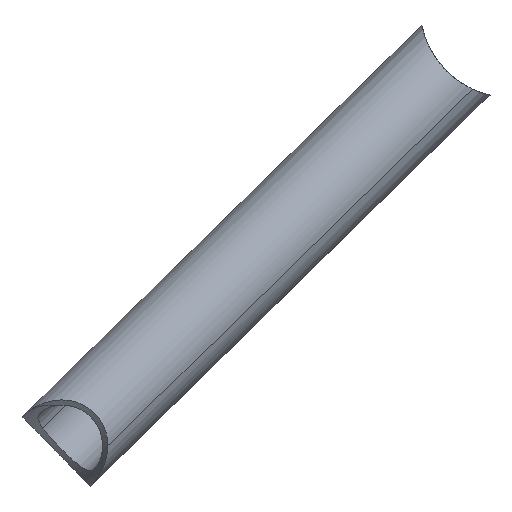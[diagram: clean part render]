
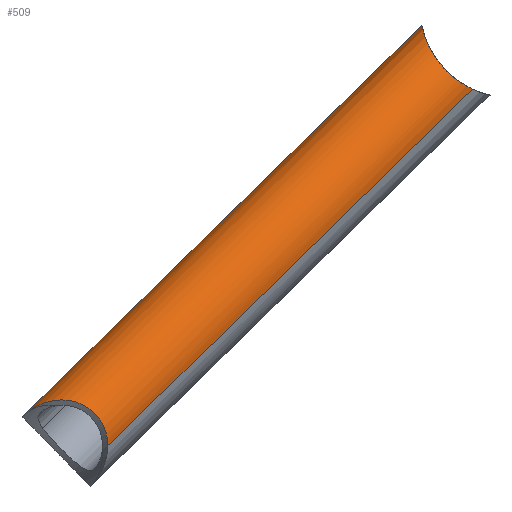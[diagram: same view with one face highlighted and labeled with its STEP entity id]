
A CAD part, front view. The second image highlights one B-rep face of the part: STEP entity #509.
In plain terms, the highlighted cylindrical face has radius 7.5 mm (diameter 15 mm), a partial arc.
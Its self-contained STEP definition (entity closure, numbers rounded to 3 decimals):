
#161=CARTESIAN_POINT('Vertex',(-2180.128,0.,216.99)) ;
#165=CARTESIAN_POINT('Control Point',(-2180.128,0.,216.99)) ;
#166=CARTESIAN_POINT('Control Point',(-2180.128,0.317,216.99)) ;
#167=CARTESIAN_POINT('Control Point',(-2180.125,0.634,216.988)) ;
#168=CARTESIAN_POINT('Control Point',(-2180.121,0.89,216.984)) ;
#169=CARTESIAN_POINT('Control Point',(-2180.113,1.341,216.975)) ;
#170=CARTESIAN_POINT('Control Point',(-2180.1,1.792,216.961)) ;
#171=CARTESIAN_POINT('Control Point',(-2180.092,2.048,216.953)) ;
#172=CARTESIAN_POINT('Control Point',(-2180.056,2.9,216.917)) ;
#173=CARTESIAN_POINT('Control Point',(-2180.004,3.75,216.863)) ;
#174=CARTESIAN_POINT('Control Point',(-2179.965,4.284,216.823)) ;
#175=CARTESIAN_POINT('Control Point',(-2179.815,5.996,216.67)) ;
#176=CARTESIAN_POINT('Control Point',(-2179.59,7.692,216.441)) ;
#177=CARTESIAN_POINT('Control Point',(-2179.398,8.842,216.244)) ;
#178=CARTESIAN_POINT('Control Point',(-2179.087,10.347,215.926)) ;
#179=CARTESIAN_POINT('Control Point',(-2178.679,11.8,215.509)) ;
#180=CARTESIAN_POINT('Control Point',(-2178.574,12.147,215.402)) ;
#181=CARTESIAN_POINT('Control Point',(-2178.464,12.49,215.289)) ;
#182=CARTESIAN_POINT('Control Point',(-2178.346,12.827,215.168)) ;
#183=CARTESIAN_POINT('Vertex',(-2178.346,12.827,215.168)) ;
#273=CARTESIAN_POINT('Vertex',(-2166.938,0.,212.475)) ;
#293=CARTESIAN_POINT('Control Point',(-2180.128,0.,216.99)) ;
#294=CARTESIAN_POINT('Control Point',(-2180.016,0.,217.1)) ;
#295=CARTESIAN_POINT('Control Point',(-2179.901,0.,217.207)) ;
#296=CARTESIAN_POINT('Control Point',(-2179.808,0.,217.29)) ;
#297=CARTESIAN_POINT('Control Point',(-2179.645,0.,217.433)) ;
#298=CARTESIAN_POINT('Control Point',(-2179.477,0.,217.571)) ;
#299=CARTESIAN_POINT('Control Point',(-2179.38,0.,217.649)) ;
#300=CARTESIAN_POINT('Control Point',(-2178.255,0.,218.513)) ;
#301=CARTESIAN_POINT('Control Point',(-2176.968,0.,219.156)) ;
#302=CARTESIAN_POINT('Control Point',(-2175.726,0.,219.525)) ;
#303=CARTESIAN_POINT('Control Point',(-2173.462,0.,219.74)) ;
#304=CARTESIAN_POINT('Control Point',(-2171.288,0.,219.146)) ;
#305=CARTESIAN_POINT('Control Point',(-2170.396,0.,218.73)) ;
#306=CARTESIAN_POINT('Control Point',(-2168.683,0.,217.512)) ;
#307=CARTESIAN_POINT('Control Point',(-2167.538,0.,215.739)) ;
#308=CARTESIAN_POINT('Control Point',(-2167.133,0.,214.681)) ;
#309=CARTESIAN_POINT('Control Point',(-2166.938,0.,213.578)) ;
#310=CARTESIAN_POINT('Control Point',(-2166.938,0.,212.475)) ;
#346=CARTESIAN_POINT('Line Origine',(-2132.861,97.526,245.815)) ;
#350=CARTESIAN_POINT('Vertex',(-2110.898,160.384,267.303)) ;
#353=CARTESIAN_POINT('Line Origine',(-2147.022,102.474,245.815)) ;
#357=CARTESIAN_POINT('Vertex',(-2117.823,186.038,274.381)) ;
#450=CARTESIAN_POINT('Axis2P3D Location',(-2139.942,100.,245.815)) ;
#456=CARTESIAN_POINT('Control Point',(-2110.898,160.384,267.303)) ;
#457=CARTESIAN_POINT('Control Point',(-2111.114,159.766,267.403)) ;
#458=CARTESIAN_POINT('Control Point',(-2111.343,159.154,267.515)) ;
#459=CARTESIAN_POINT('Control Point',(-2111.586,158.553,267.641)) ;
#460=CARTESIAN_POINT('Control Point',(-2112.023,157.562,267.881)) ;
#461=CARTESIAN_POINT('Control Point',(-2112.522,156.622,268.189)) ;
#462=CARTESIAN_POINT('Control Point',(-2112.733,156.256,268.325)) ;
#463=CARTESIAN_POINT('Control Point',(-2113.119,155.654,268.587)) ;
#464=CARTESIAN_POINT('Control Point',(-2113.554,155.123,268.914)) ;
#465=CARTESIAN_POINT('Control Point',(-2113.745,154.918,269.063)) ;
#466=CARTESIAN_POINT('Control Point',(-2114.07,154.625,269.329)) ;
#467=CARTESIAN_POINT('Control Point',(-2114.419,154.422,269.64)) ;
#468=CARTESIAN_POINT('Control Point',(-2114.556,154.36,269.766)) ;
#469=CARTESIAN_POINT('Control Point',(-2114.847,154.271,270.043)) ;
#470=CARTESIAN_POINT('Control Point',(-2115.134,154.274,270.337)) ;
#471=CARTESIAN_POINT('Control Point',(-2115.281,154.302,270.494)) ;
#472=CARTESIAN_POINT('Control Point',(-2115.604,154.425,270.852)) ;
#473=CARTESIAN_POINT('Control Point',(-2115.888,154.655,271.194)) ;
#474=CARTESIAN_POINT('Control Point',(-2116.034,154.813,271.379)) ;
#475=CARTESIAN_POINT('Control Point',(-2116.353,155.229,271.799)) ;
#476=CARTESIAN_POINT('Control Point',(-2116.612,155.726,272.173)) ;
#477=CARTESIAN_POINT('Control Point',(-2116.746,156.029,272.377)) ;
#478=CARTESIAN_POINT('Control Point',(-2117.051,156.82,272.861)) ;
#479=CARTESIAN_POINT('Control Point',(-2117.289,157.666,273.285)) ;
#480=CARTESIAN_POINT('Control Point',(-2117.415,158.184,273.522)) ;
#481=CARTESIAN_POINT('Control Point',(-2117.604,159.07,273.897)) ;
#482=CARTESIAN_POINT('Control Point',(-2117.761,159.975,274.238)) ;
#483=CARTESIAN_POINT('Control Point',(-2117.819,160.343,274.37)) ;
#484=CARTESIAN_POINT('Control Point',(-2118.02,161.699,274.838)) ;
#485=CARTESIAN_POINT('Control Point',(-2118.173,163.081,275.245)) ;
#486=CARTESIAN_POINT('Control Point',(-2118.266,164.095,275.515)) ;
#487=CARTESIAN_POINT('Control Point',(-2118.492,167.035,276.221)) ;
#488=CARTESIAN_POINT('Control Point',(-2118.615,170.026,276.722)) ;
#489=CARTESIAN_POINT('Control Point',(-2118.667,171.99,276.961)) ;
#490=CARTESIAN_POINT('Control Point',(-2118.707,174.669,277.151)) ;
#491=CARTESIAN_POINT('Control Point',(-2118.69,177.346,277.07)) ;
#492=CARTESIAN_POINT('Control Point',(-2118.681,178.044,277.028)) ;
#493=CARTESIAN_POINT('Control Point',(-2118.651,179.529,276.889)) ;
#494=CARTESIAN_POINT('Control Point',(-2118.588,180.997,276.625)) ;
#495=CARTESIAN_POINT('Control Point',(-2118.543,181.769,276.445)) ;
#496=CARTESIAN_POINT('Control Point',(-2118.432,183.15,276.029)) ;
#497=CARTESIAN_POINT('Control Point',(-2118.239,184.451,275.433)) ;
#498=CARTESIAN_POINT('Control Point',(-2118.131,185.016,275.124)) ;
#499=CARTESIAN_POINT('Control Point',(-2117.994,185.549,274.772)) ;
#500=CARTESIAN_POINT('Control Point',(-2117.823,186.038,274.381)) ;
#347=DIRECTION('Vector Direction',(-0.314,-0.898,-0.307)) ;
#354=DIRECTION('Vector Direction',(-0.314,-0.898,-0.307)) ;
#451=DIRECTION('Axis2P3D Direction',(-0.314,-0.898,-0.307)) ;
#452=DIRECTION('Axis2P3D XDirection',(0.944,-0.33,0.)) ;
#453=AXIS2_PLACEMENT_3D('Cylinder Axis2P3D',#450,#451,#452) ;
#503=ORIENTED_EDGE('',*,*,#359,.T.) ;
#504=ORIENTED_EDGE('',*,*,#185,.F.) ;
#505=ORIENTED_EDGE('',*,*,#311,.T.) ;
#506=ORIENTED_EDGE('',*,*,#352,.F.) ;
#507=ORIENTED_EDGE('',*,*,#501,.T.) ;
#348=VECTOR('Line Direction',#347,1.) ;
#355=VECTOR('Line Direction',#354,1.) ;
#509=ADVANCED_FACE('Corps principal',(#508),#454,.T.) ;
#164=B_SPLINE_CURVE_WITH_KNOTS('',5,(#165,#166,#167,#168,#169,#170,#171,#172,#173,#174,#175,#176,#177,#178,#179,#180,#181,#182),.UNSPECIFIED.,.F.,.U.,(6,3,3,3,3,6),(0.,2.241,4.482,8.276,16.679,19.346),.UNSPECIFIED.) ;
#292=B_SPLINE_CURVE_WITH_KNOTS('',5,(#293,#294,#295,#296,#297,#298,#299,#300,#301,#302,#303,#304,#305,#306,#307,#308,#309,#310),.UNSPECIFIED.,.F.,.U.,(6,3,3,3,3,6),(0.,1.111,2.221,11.139,17.963,25.764),.UNSPECIFIED.) ;
#455=B_SPLINE_CURVE_WITH_KNOTS('',5,(#456,#457,#458,#459,#460,#461,#462,#463,#464,#465,#466,#467,#468,#469,#470,#471,#472,#473,#474,#475,#476,#477,#478,#479,#480,#481,#482,#483,#484,#485,#486,#487,#488,#489,#490,#491,#492,#493,#494,#495,#496,#497,#498,#499,#500),.UNSPECIFIED.,.F.,.U.,(6,3,3,3,3,3,3,3,3,3,3,3,3,3,6),(0.,4.686,7.828,10.051,11.425,12.941,14.928,17.681,21.817,24.611,32.053,46.045,50.987,56.586,61.178),.UNSPECIFIED.) ;
#454=CYLINDRICAL_SURFACE('generated cylinder',#453,7.5) ;
#185=EDGE_CURVE('',#162,#184,#164,.T.) ;
#311=EDGE_CURVE('',#162,#274,#292,.T.) ;
#352=EDGE_CURVE('',#351,#274,#349,.T.) ;
#359=EDGE_CURVE('',#358,#184,#356,.T.) ;
#501=EDGE_CURVE('',#351,#358,#455,.T.) ;
#502=EDGE_LOOP('',(#503,#504,#505,#506,#507)) ;
#508=FACE_OUTER_BOUND('',#502,.T.) ;
#349=LINE('Line',#346,#348) ;
#356=LINE('Line',#353,#355) ;
#162=VERTEX_POINT('',#161) ;
#184=VERTEX_POINT('',#183) ;
#274=VERTEX_POINT('',#273) ;
#351=VERTEX_POINT('',#350) ;
#358=VERTEX_POINT('',#357) ;
